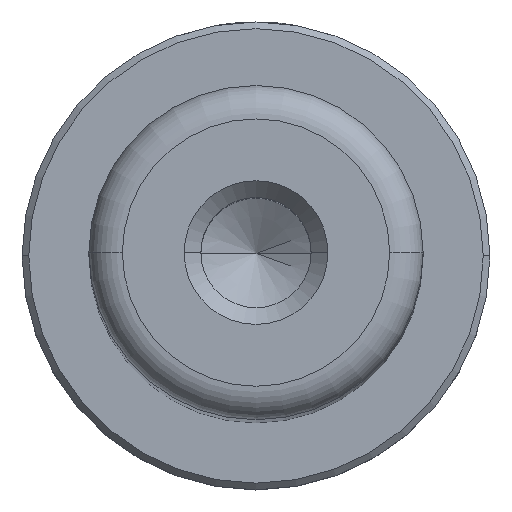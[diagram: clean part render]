
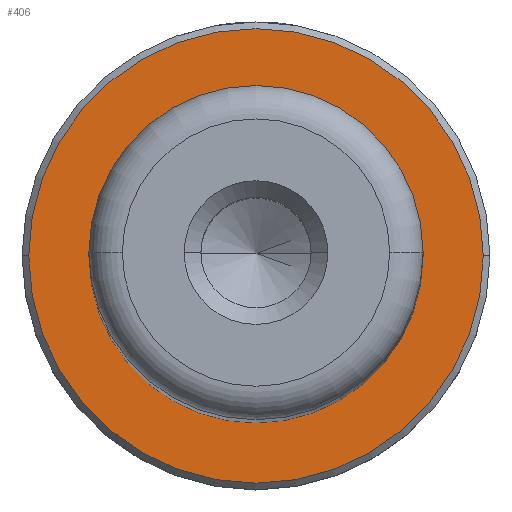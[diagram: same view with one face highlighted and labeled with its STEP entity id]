
A CAD part, top view. The second image highlights one B-rep face of the part: STEP entity #406.
In plain terms, the highlighted planar face has unit normal (0, 0, 1).
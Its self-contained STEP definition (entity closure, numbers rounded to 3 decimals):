
#17 = FACE_OUTER_BOUND ( 'NONE', #339, .T. ) ;
#27 = AXIS2_PLACEMENT_3D ( 'NONE', #824, #804, #791 ) ;
#37 = FACE_BOUND ( 'NONE', #380, .T. ) ;
#47 = VERTEX_POINT ( 'NONE', #1725 ) ;
#58 = EDGE_CURVE ( 'NONE', #47, #219, #579, .T. ) ;
#137 = CIRCLE ( 'NONE', #407, 6.8 ) ;
#168 = EDGE_CURVE ( 'NONE', #352, #1907, #373, .T. ) ;
#201 = ORIENTED_EDGE ( 'NONE', *, *, #994, .T. ) ;
#219 = VERTEX_POINT ( 'NONE', #1617 ) ;
#339 = EDGE_LOOP ( 'NONE', ( #201, #1629 ) ) ;
#351 = ORIENTED_EDGE ( 'NONE', *, *, #58, .T. ) ;
#352 = VERTEX_POINT ( 'NONE', #1911 ) ;
#373 = CIRCLE ( 'NONE', #823, 6.8 ) ;
#380 = EDGE_LOOP ( 'NONE', ( #907, #351 ) ) ;
#406 = ADVANCED_FACE ( 'NONE', ( #17, #37 ), #833, .T. ) ;
#407 = AXIS2_PLACEMENT_3D ( 'NONE', #639, #1719, #801 ) ;
#579 = CIRCLE ( 'NONE', #1681, 4.5 ) ;
#639 = CARTESIAN_POINT ( 'NONE',  ( 0., 0., 13. ) ) ;
#660 = AXIS2_PLACEMENT_3D ( 'NONE', #922, #1985, #1082 ) ;
#791 = DIRECTION ( 'NONE',  ( 1., 0., 0. ) ) ;
#801 = DIRECTION ( 'NONE',  ( 1., 0., 0. ) ) ;
#804 = DIRECTION ( 'NONE',  ( 0., 0., 1. ) ) ;
#823 = AXIS2_PLACEMENT_3D ( 'NONE', #1857, #1835, #1817 ) ;
#824 = CARTESIAN_POINT ( 'NONE',  ( 0., 0., 13. ) ) ;
#833 = PLANE ( 'NONE',  #27 ) ;
#880 = CIRCLE ( 'NONE', #660, 4.5 ) ;
#907 = ORIENTED_EDGE ( 'NONE', *, *, #1489, .T. ) ;
#922 = CARTESIAN_POINT ( 'NONE',  ( 0., 0., 13. ) ) ;
#994 = EDGE_CURVE ( 'NONE', #1907, #352, #137, .T. ) ;
#1082 = DIRECTION ( 'NONE',  ( -1., 0., 0. ) ) ;
#1139 = CARTESIAN_POINT ( 'NONE',  ( 0., 0., 13. ) ) ;
#1162 = DIRECTION ( 'NONE',  ( -1., 0., 0. ) ) ;
#1208 = DIRECTION ( 'NONE',  ( 0., 0., -1. ) ) ;
#1489 = EDGE_CURVE ( 'NONE', #219, #47, #880, .T. ) ;
#1617 = CARTESIAN_POINT ( 'NONE',  ( -4.5, 0., 13. ) ) ;
#1629 = ORIENTED_EDGE ( 'NONE', *, *, #168, .T. ) ;
#1681 = AXIS2_PLACEMENT_3D ( 'NONE', #1139, #1208, #1162 ) ;
#1719 = DIRECTION ( 'NONE',  ( 0., 0., 1. ) ) ;
#1725 = CARTESIAN_POINT ( 'NONE',  ( 4.5, 0., 13. ) ) ;
#1763 = CARTESIAN_POINT ( 'NONE',  ( -6.8, 0., 13. ) ) ;
#1817 = DIRECTION ( 'NONE',  ( 1., 0., 0. ) ) ;
#1835 = DIRECTION ( 'NONE',  ( 0., 0., 1. ) ) ;
#1857 = CARTESIAN_POINT ( 'NONE',  ( 0., 0., 13. ) ) ;
#1907 = VERTEX_POINT ( 'NONE', #1763 ) ;
#1911 = CARTESIAN_POINT ( 'NONE',  ( 6.8, 0., 13. ) ) ;
#1985 = DIRECTION ( 'NONE',  ( 0., 0., -1. ) ) ;
